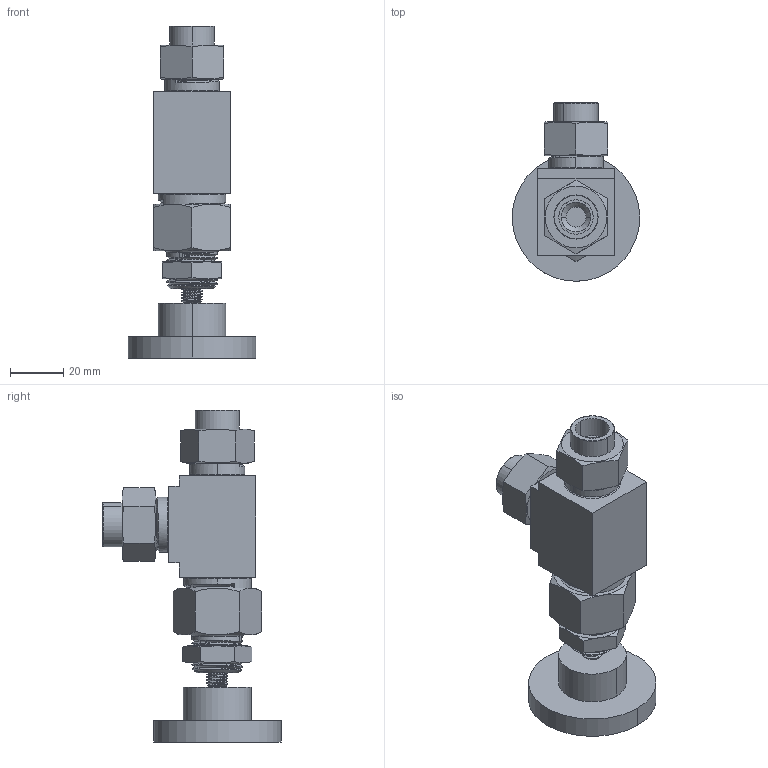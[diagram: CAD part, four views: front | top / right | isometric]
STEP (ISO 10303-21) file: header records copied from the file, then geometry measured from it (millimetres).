
FILE_DESCRIPTION (( 'STEP AP214' ), '1' );
FILE_NAME ('8-08SAU-08.STEP', '2018-01-30T16:13:07', ( '' ), ( '' ), 'SwSTEP 2.0', 'SolidWorks 2018', '' );
FILE_SCHEMA (( 'AUTOMOTIVE_DESIGN' ));
Length unit declared in the file: inch
Products named in the file (1): 8-08SAU-08
Bounding box: 47.75 x 66.74 x 124.33 mm (x, y, z)
Volume: 88205.2 mm3; surface area: 22756.3 mm2
Topology: 1 solids, 1 shells, 178 faces, 424 edges, 268 vertices
Faces by surface type: plane 60, cylinder 46, cone 40, bspline 18, torus 14
Entity records: 16295 total; most frequent: CARTESIAN_POINT 10755, ORIENTED_EDGE 848, DIRECTION 695, EDGE_CURVE 424, AXIS2_PLACEMENT_3D 289, VERTEX_POINT 268, EDGE_LOOP 198, ADVANCED_FACE 178
